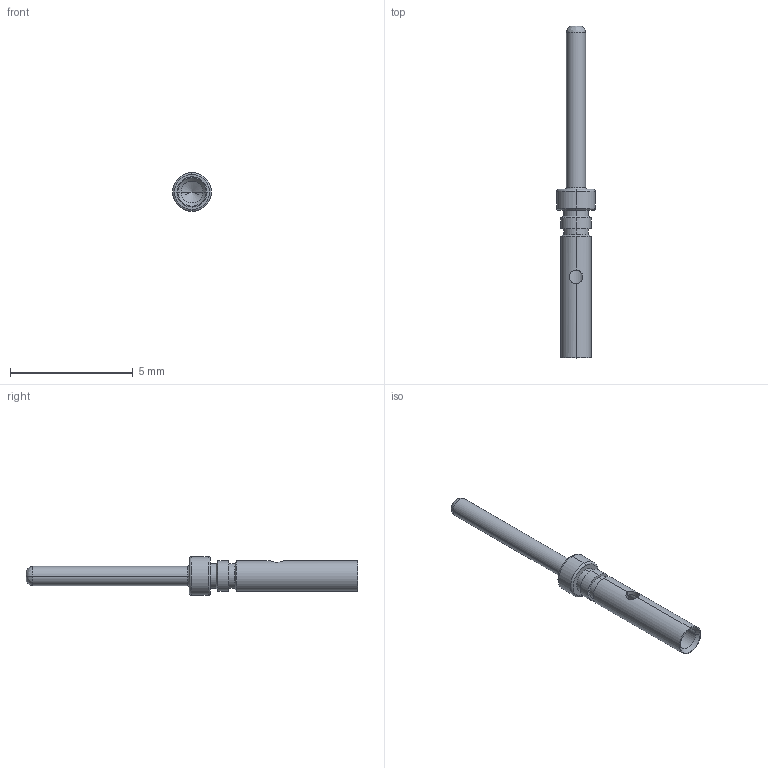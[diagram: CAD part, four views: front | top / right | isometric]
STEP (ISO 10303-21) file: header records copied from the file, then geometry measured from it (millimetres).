
FILE_DESCRIPTION((''),'2;1');
FILE_NAME('00171410002','2019-09-05T',('presta_be4'),(''),'PRO/ENGINEER BY PARAMETRIC TECHNOLOGY CORPORATION, 2014310','PRO/ENGINEER BY PARAMETRIC TECHNOLOGY CORPORATION, 2014310','');
FILE_SCHEMA(('CONFIG_CONTROL_DESIGN'));
Length unit declared in the file: millimetre
Products named in the file (1): 00171410002
Bounding box: 1.58 x 13.52 x 1.58 mm (x, y, z)
Volume: 9.1 mm3; surface area: 58.6 mm2
Topology: 1 solids, 1 shells, 37 faces, 77 edges, 43 vertices
Faces by surface type: cylinder 16, cone 8, torus 6, plane 5, bspline 2
Entity records: 1205 total; most frequent: CARTESIAN_POINT 367, DIRECTION 187, ORIENTED_EDGE 150, AXIS2_PLACEMENT_3D 81, EDGE_CURVE 75, CIRCLE 46, VERTEX_POINT 43, EDGE_LOOP 42
